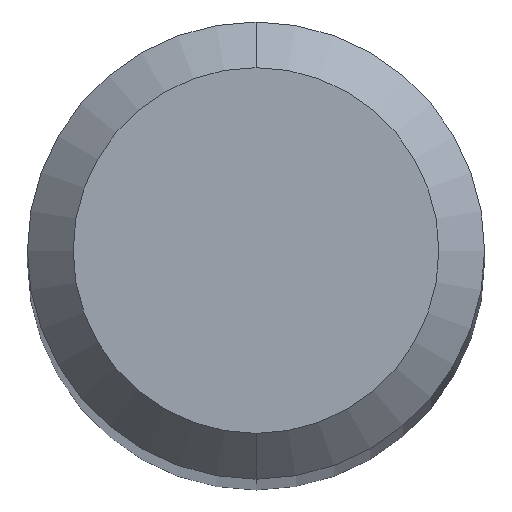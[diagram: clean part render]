
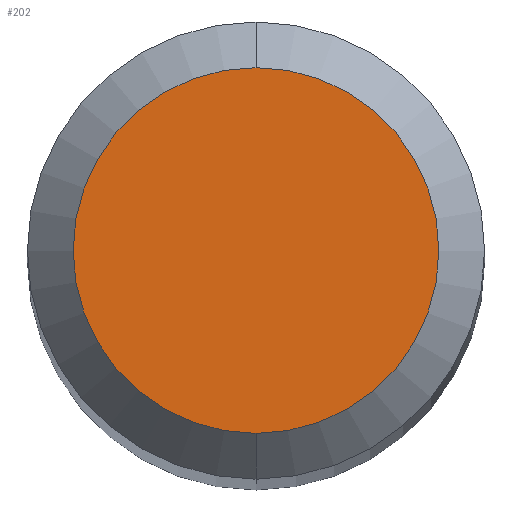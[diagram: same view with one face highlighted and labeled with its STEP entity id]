
A CAD part, top view. The second image highlights one B-rep face of the part: STEP entity #202.
In plain terms, the highlighted planar face has unit normal (0, 0, 1).
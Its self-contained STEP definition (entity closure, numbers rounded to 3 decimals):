
#16 = AXIS2_PLACEMENT_3D ( 'NONE', #135, #191, #119 ) ;
#25 = DIRECTION ( 'NONE',  ( 0., 0., 1. ) ) ;
#40 = DIRECTION ( 'NONE',  ( 0., 1., 0. ) ) ;
#41 = VERTEX_POINT ( 'NONE', #117 ) ;
#50 = EDGE_CURVE ( 'NONE', #151, #41, #212, .T. ) ;
#56 = PLANE ( 'NONE',  #87 ) ;
#58 = AXIS2_PLACEMENT_3D ( 'NONE', #84, #25, #90 ) ;
#84 = CARTESIAN_POINT ( 'NONE',  ( 0., 0., 0. ) ) ;
#87 = AXIS2_PLACEMENT_3D ( 'NONE', #139, #120, #40 ) ;
#90 = DIRECTION ( 'NONE',  ( 0., 1., 0. ) ) ;
#107 = EDGE_LOOP ( 'NONE', ( #214, #142 ) ) ;
#108 = FACE_OUTER_BOUND ( 'NONE', #107, .T. ) ;
#117 = CARTESIAN_POINT ( 'NONE',  ( 0., -3.637, 0. ) ) ;
#119 = DIRECTION ( 'NONE',  ( 0., 1., 0. ) ) ;
#120 = DIRECTION ( 'NONE',  ( 0., 0., -1. ) ) ;
#135 = CARTESIAN_POINT ( 'NONE',  ( 0., 0., 0. ) ) ;
#139 = CARTESIAN_POINT ( 'NONE',  ( 0., 4.547, 0. ) ) ;
#142 = ORIENTED_EDGE ( 'NONE', *, *, #178, .T. ) ;
#151 = VERTEX_POINT ( 'NONE', #208 ) ;
#178 = EDGE_CURVE ( 'NONE', #41, #151, #185, .T. ) ;
#185 = CIRCLE ( 'NONE', #58, 3.637 ) ;
#191 = DIRECTION ( 'NONE',  ( 0., 0., 1. ) ) ;
#202 = ADVANCED_FACE ( 'NONE', ( #108 ), #56, .F. ) ;
#208 = CARTESIAN_POINT ( 'NONE',  ( 0., 3.637, 0. ) ) ;
#212 = CIRCLE ( 'NONE', #16, 3.637 ) ;
#214 = ORIENTED_EDGE ( 'NONE', *, *, #50, .T. ) ;
